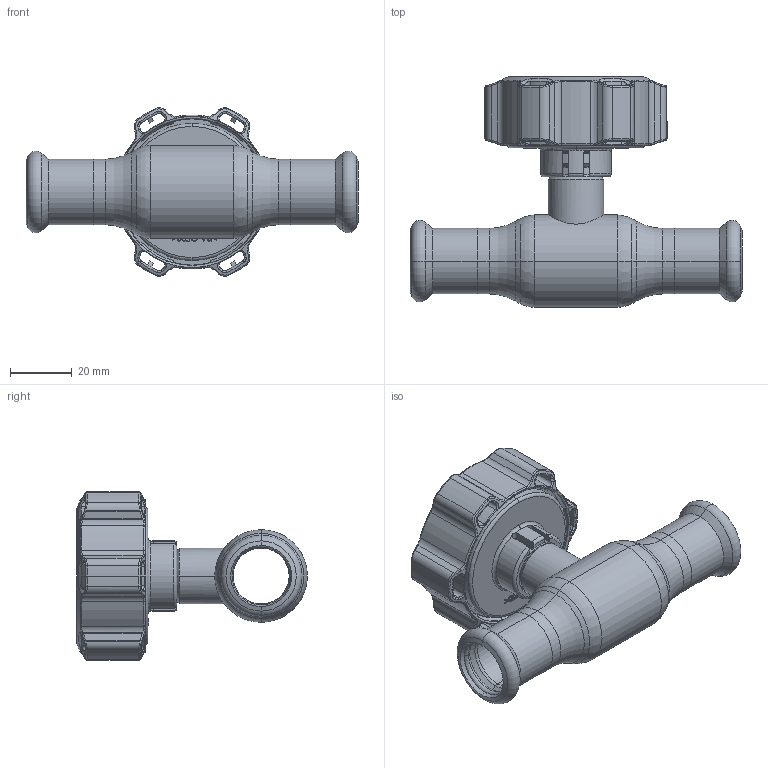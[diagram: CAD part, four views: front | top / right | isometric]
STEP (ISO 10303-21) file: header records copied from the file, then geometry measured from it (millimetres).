
FILE_DESCRIPTION (( 'STEP AP214' ), '1' );
FILE_NAME ('1015000100-1200.step', '2024-01-15T11:12:02', ( '' ), ( '' ), 'SwSTEP 2.0', 'SolidWorks 2021', '' );
FILE_SCHEMA (( 'AUTOMOTIVE_DESIGN' ));
Length unit declared in the file: millimetre
Products named in the file (1): 1015000100-1200
Bounding box: 107.6 x 74.8 x 54.57 mm (x, y, z)
Surface area: 27668.6 mm2 (no closed solid volume)
Topology: 0 solids, 10 shells, 547 faces, 1655 edges, 1079 vertices
Faces by surface type: bspline 184, cylinder 126, plane 94, torus 85, cone 58
Entity records: 34657 total; most frequent: CARTESIAN_POINT 15658, ORIENTED_EDGE 2881, DIRECTION 2251, EDGE_CURVE 1651, VERTEX_POINT 1079, AXIS2_PLACEMENT_3D 906, B_SPLINE_CURVE_WITH_KNOTS 636, EDGE_LOOP 578
